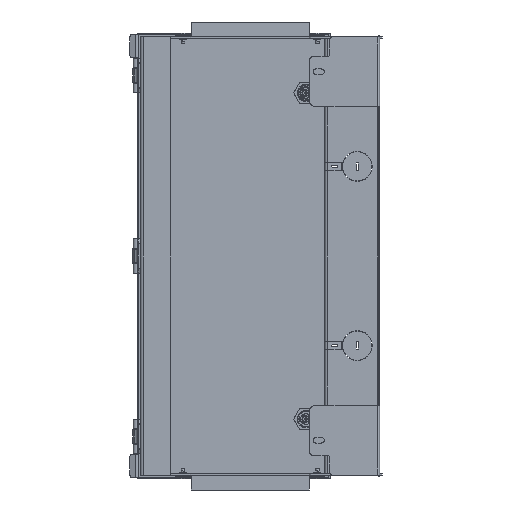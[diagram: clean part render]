
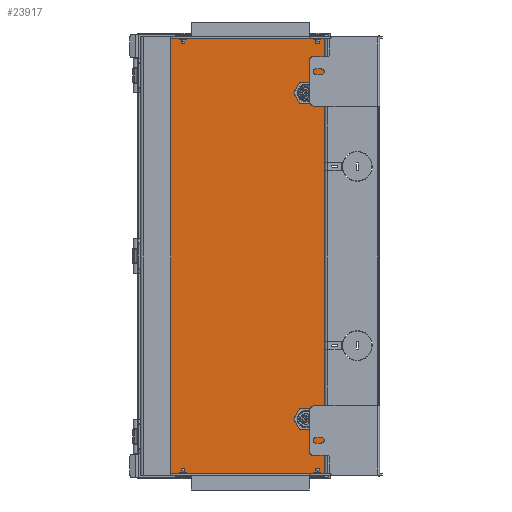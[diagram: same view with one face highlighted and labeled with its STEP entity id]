
A CAD part, front view. The second image highlights one B-rep face of the part: STEP entity #23917.
In plain terms, the highlighted planar face has unit normal (0, -1, 0).
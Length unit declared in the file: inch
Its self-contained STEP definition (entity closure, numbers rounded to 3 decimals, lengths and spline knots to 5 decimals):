
#1227 = DIRECTION ( 'NONE',  ( -1., 0., 0. ) ) ;
#2135 = EDGE_CURVE ( 'NONE', #3690, #48506, #3805, .T. ) ;
#3690 = VERTEX_POINT ( 'NONE', #7487 ) ;
#3805 = LINE ( 'NONE', #51186, #14123 ) ;
#6363 = DIRECTION ( 'NONE',  ( 0., 0., -1. ) ) ;
#7487 = CARTESIAN_POINT ( 'NONE',  ( -2.75048, 0.59533, -0.05984 ) ) ;
#11112 = CARTESIAN_POINT ( 'NONE',  ( -11.88048, 0.59533, 0. ) ) ;
#12970 = LINE ( 'NONE', #32247, #21121 ) ;
#14123 = VECTOR ( 'NONE', #22418, 39.37008 ) ;
#14577 = VECTOR ( 'NONE', #6363, 39.37008 ) ;
#15736 = LINE ( 'NONE', #25217, #46908 ) ;
#18015 = EDGE_CURVE ( 'NONE', #22149, #22446, #59453, .T. ) ;
#19159 = FACE_OUTER_BOUND ( 'NONE', #22143, .T. ) ;
#21121 = VECTOR ( 'NONE', #51200, 39.37008 ) ;
#22143 = EDGE_LOOP ( 'NONE', ( #35125, #40358, #48242, #42264 ) ) ;
#22149 = VERTEX_POINT ( 'NONE', #29750 ) ;
#22418 = DIRECTION ( 'NONE',  ( 0., 0., -1. ) ) ;
#22446 = VERTEX_POINT ( 'NONE', #31228 ) ;
#23917 = ADVANCED_FACE ( 'NONE', ( #19159 ), #28047, .T. ) ;
#25217 = CARTESIAN_POINT ( 'NONE',  ( -11.88048, 0.59533, -0.05984 ) ) ;
#27336 = AXIS2_PLACEMENT_3D ( 'NONE', #52634, #33699, #62145 ) ;
#28047 = PLANE ( 'NONE',  #27336 ) ;
#29750 = CARTESIAN_POINT ( 'NONE',  ( -11.88048, 0.59533, -0.05984 ) ) ;
#31228 = CARTESIAN_POINT ( 'NONE',  ( -11.88048, 0.59533, -21.94016 ) ) ;
#32247 = CARTESIAN_POINT ( 'NONE',  ( -11.88048, 0.59533, -21.94016 ) ) ;
#33699 = DIRECTION ( 'NONE',  ( 0., -1., 0. ) ) ;
#35125 = ORIENTED_EDGE ( 'NONE', *, *, #52549, .F. ) ;
#40358 = ORIENTED_EDGE ( 'NONE', *, *, #2135, .F. ) ;
#42264 = ORIENTED_EDGE ( 'NONE', *, *, #18015, .T. ) ;
#43573 = CARTESIAN_POINT ( 'NONE',  ( -2.75048, 0.59533, -21.94016 ) ) ;
#46908 = VECTOR ( 'NONE', #1227, 39.37008 ) ;
#48242 = ORIENTED_EDGE ( 'NONE', *, *, #61101, .T. ) ;
#48506 = VERTEX_POINT ( 'NONE', #43573 ) ;
#51186 = CARTESIAN_POINT ( 'NONE',  ( -2.75048, 0.59533, 0. ) ) ;
#51200 = DIRECTION ( 'NONE',  ( -1., 0., 0. ) ) ;
#52549 = EDGE_CURVE ( 'NONE', #48506, #22446, #12970, .T. ) ;
#52634 = CARTESIAN_POINT ( 'NONE',  ( -11.88048, 0.59533, 0. ) ) ;
#59453 = LINE ( 'NONE', #11112, #14577 ) ;
#61101 = EDGE_CURVE ( 'NONE', #3690, #22149, #15736, .T. ) ;
#62145 = DIRECTION ( 'NONE',  ( 1., 0., 0. ) ) ;
